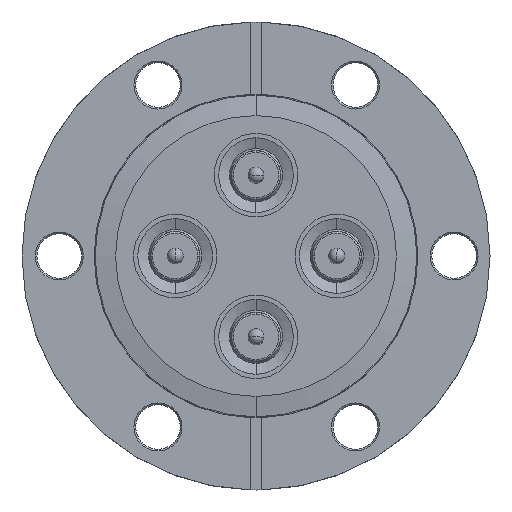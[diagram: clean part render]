
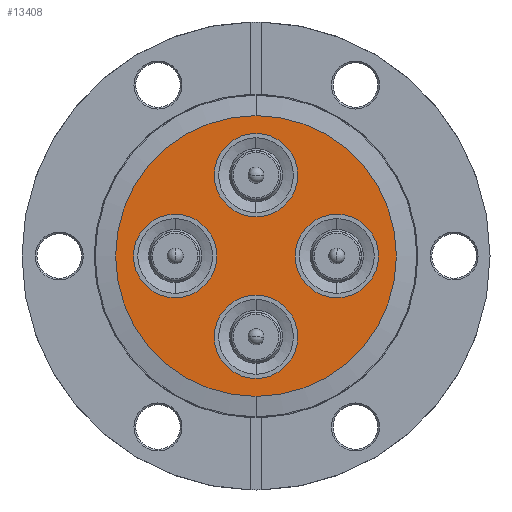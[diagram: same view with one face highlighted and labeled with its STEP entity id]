
A CAD part, front view. The second image highlights one B-rep face of the part: STEP entity #13408.
In plain terms, the highlighted planar face has unit normal (0, -1, 0).
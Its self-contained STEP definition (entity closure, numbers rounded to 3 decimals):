
#327 = DIRECTION ( 'NONE',  ( 0., -1., 0. ) ) ;
#406 = DIRECTION ( 'NONE',  ( 0., 0., -1. ) ) ;
#665 = CARTESIAN_POINT ( 'NONE',  ( 0., -11.532, 0. ) ) ;
#704 = DIRECTION ( 'NONE',  ( 0., 0., -1. ) ) ;
#776 = CIRCLE ( 'NONE', #8165, 6.223 ) ;
#813 = EDGE_LOOP ( 'NONE', ( #3715, #7001 ) ) ;
#887 = FACE_BOUND ( 'NONE', #8138, .T. ) ;
#942 = CIRCLE ( 'NONE', #2615, 6.223 ) ;
#1170 = CARTESIAN_POINT ( 'NONE',  ( -12.065, -11.532, -6.223 ) ) ;
#1253 = EDGE_CURVE ( 'NONE', #7437, #8739, #8978, .T. ) ;
#1382 = CIRCLE ( 'NONE', #7803, 6.223 ) ;
#1430 = VERTEX_POINT ( 'NONE', #6742 ) ;
#1615 = CARTESIAN_POINT ( 'NONE',  ( 0., -11.532, 0. ) ) ;
#1682 = CARTESIAN_POINT ( 'NONE',  ( 12.065, -11.532, -6.223 ) ) ;
#1788 = FACE_BOUND ( 'NONE', #813, .T. ) ;
#1869 = FACE_BOUND ( 'NONE', #9443, .T. ) ;
#2366 = EDGE_LOOP ( 'NONE', ( #10246, #8035 ) ) ;
#2423 = CARTESIAN_POINT ( 'NONE',  ( 12.065, -11.532, 0. ) ) ;
#2475 = CARTESIAN_POINT ( 'NONE',  ( 0., -11.532, 18.288 ) ) ;
#2615 = AXIS2_PLACEMENT_3D ( 'NONE', #8285, #10646, #5065 ) ;
#2874 = DIRECTION ( 'NONE',  ( 0., 1., 0. ) ) ;
#2890 = DIRECTION ( 'NONE',  ( 0., 0., -1. ) ) ;
#2956 = EDGE_CURVE ( 'NONE', #5846, #6678, #6085, .T. ) ;
#3060 = CIRCLE ( 'NONE', #6157, 6.223 ) ;
#3305 = CARTESIAN_POINT ( 'NONE',  ( 0., -11.532, -18.288 ) ) ;
#3715 = ORIENTED_EDGE ( 'NONE', *, *, #1253, .T. ) ;
#3807 = DIRECTION ( 'NONE',  ( 0., 0., -1. ) ) ;
#3825 = DIRECTION ( 'NONE',  ( 0., 1., 0. ) ) ;
#4441 = CIRCLE ( 'NONE', #12944, 6.223 ) ;
#4602 = ORIENTED_EDGE ( 'NONE', *, *, #8733, .T. ) ;
#4938 = CARTESIAN_POINT ( 'NONE',  ( 0., -11.532, -5.842 ) ) ;
#5035 = CARTESIAN_POINT ( 'NONE',  ( 0., -11.532, 20.955 ) ) ;
#5065 = DIRECTION ( 'NONE',  ( 0., 0., -1. ) ) ;
#5443 = CARTESIAN_POINT ( 'NONE',  ( 0., -11.532, 0. ) ) ;
#5543 = CARTESIAN_POINT ( 'NONE',  ( 0., -11.532, 12.065 ) ) ;
#5846 = VERTEX_POINT ( 'NONE', #5035 ) ;
#6085 = CIRCLE ( 'NONE', #14371, 20.955 ) ;
#6157 = AXIS2_PLACEMENT_3D ( 'NONE', #13986, #3825, #11756 ) ;
#6381 = DIRECTION ( 'NONE',  ( 0., 1., 0. ) ) ;
#6672 = DIRECTION ( 'NONE',  ( 0., 0., -1. ) ) ;
#6678 = VERTEX_POINT ( 'NONE', #10493 ) ;
#6742 = CARTESIAN_POINT ( 'NONE',  ( -12.065, -11.532, 6.223 ) ) ;
#6822 = EDGE_CURVE ( 'NONE', #11862, #11939, #1382, .T. ) ;
#7001 = ORIENTED_EDGE ( 'NONE', *, *, #14521, .T. ) ;
#7022 = DIRECTION ( 'NONE',  ( 0., 1., 0. ) ) ;
#7076 = AXIS2_PLACEMENT_3D ( 'NONE', #2423, #6381, #704 ) ;
#7206 = DIRECTION ( 'NONE',  ( 0., 1., 0. ) ) ;
#7304 = DIRECTION ( 'NONE',  ( 0., -1., 0. ) ) ;
#7437 = VERTEX_POINT ( 'NONE', #1682 ) ;
#7803 = AXIS2_PLACEMENT_3D ( 'NONE', #13796, #7206, #7900 ) ;
#7900 = DIRECTION ( 'NONE',  ( 0., 0., -1. ) ) ;
#8009 = CIRCLE ( 'NONE', #8959, 6.223 ) ;
#8035 = ORIENTED_EDGE ( 'NONE', *, *, #2956, .T. ) ;
#8138 = EDGE_LOOP ( 'NONE', ( #14668, #12487 ) ) ;
#8165 = AXIS2_PLACEMENT_3D ( 'NONE', #14316, #14475, #2890 ) ;
#8183 = EDGE_CURVE ( 'NONE', #6678, #5846, #8768, .T. ) ;
#8285 = CARTESIAN_POINT ( 'NONE',  ( 12.065, -11.532, 0. ) ) ;
#8733 = EDGE_CURVE ( 'NONE', #11692, #9745, #13019, .T. ) ;
#8739 = VERTEX_POINT ( 'NONE', #14589 ) ;
#8768 = CIRCLE ( 'NONE', #9707, 20.955 ) ;
#8861 = FACE_OUTER_BOUND ( 'NONE', #2366, .T. ) ;
#8959 = AXIS2_PLACEMENT_3D ( 'NONE', #12440, #7022, #11536 ) ;
#8978 = CIRCLE ( 'NONE', #7076, 6.223 ) ;
#9140 = CARTESIAN_POINT ( 'NONE',  ( 0., -11.532, 5.842 ) ) ;
#9443 = EDGE_LOOP ( 'NONE', ( #10091, #4602 ) ) ;
#9707 = AXIS2_PLACEMENT_3D ( 'NONE', #665, #7304, #3807 ) ;
#9716 = DIRECTION ( 'NONE',  ( 0., 0., -1. ) ) ;
#9722 = AXIS2_PLACEMENT_3D ( 'NONE', #5543, #12216, #6672 ) ;
#9745 = VERTEX_POINT ( 'NONE', #9140 ) ;
#10091 = ORIENTED_EDGE ( 'NONE', *, *, #12452, .T. ) ;
#10157 = VERTEX_POINT ( 'NONE', #1170 ) ;
#10198 = ORIENTED_EDGE ( 'NONE', *, *, #11883, .T. ) ;
#10246 = ORIENTED_EDGE ( 'NONE', *, *, #8183, .T. ) ;
#10493 = CARTESIAN_POINT ( 'NONE',  ( 0., -11.532, -20.955 ) ) ;
#10644 = EDGE_CURVE ( 'NONE', #1430, #10157, #8009, .T. ) ;
#10646 = DIRECTION ( 'NONE',  ( 0., 1., 0. ) ) ;
#10999 = FACE_BOUND ( 'NONE', #11337, .T. ) ;
#11337 = EDGE_LOOP ( 'NONE', ( #10198, #12030 ) ) ;
#11536 = DIRECTION ( 'NONE',  ( 0., 0., -1. ) ) ;
#11692 = VERTEX_POINT ( 'NONE', #2475 ) ;
#11756 = DIRECTION ( 'NONE',  ( 0., 0., -1. ) ) ;
#11862 = VERTEX_POINT ( 'NONE', #4938 ) ;
#11883 = EDGE_CURVE ( 'NONE', #11939, #11862, #3060, .T. ) ;
#11939 = VERTEX_POINT ( 'NONE', #3305 ) ;
#12030 = ORIENTED_EDGE ( 'NONE', *, *, #6822, .T. ) ;
#12187 = PLANE ( 'NONE',  #13108 ) ;
#12216 = DIRECTION ( 'NONE',  ( 0., 1., 0. ) ) ;
#12440 = CARTESIAN_POINT ( 'NONE',  ( -12.065, -11.532, 0. ) ) ;
#12452 = EDGE_CURVE ( 'NONE', #9745, #11692, #4441, .T. ) ;
#12487 = ORIENTED_EDGE ( 'NONE', *, *, #10644, .T. ) ;
#12944 = AXIS2_PLACEMENT_3D ( 'NONE', #13266, #2874, #9716 ) ;
#13019 = CIRCLE ( 'NONE', #9722, 6.223 ) ;
#13108 = AXIS2_PLACEMENT_3D ( 'NONE', #5443, #13365, #14558 ) ;
#13266 = CARTESIAN_POINT ( 'NONE',  ( 0., -11.532, 12.065 ) ) ;
#13365 = DIRECTION ( 'NONE',  ( 0., -1., 0. ) ) ;
#13408 = ADVANCED_FACE ( 'NONE', ( #8861, #1869, #887, #10999, #1788 ), #12187, .T. ) ;
#13796 = CARTESIAN_POINT ( 'NONE',  ( 0., -11.532, -12.065 ) ) ;
#13799 = EDGE_CURVE ( 'NONE', #10157, #1430, #776, .T. ) ;
#13986 = CARTESIAN_POINT ( 'NONE',  ( 0., -11.532, -12.065 ) ) ;
#14316 = CARTESIAN_POINT ( 'NONE',  ( -12.065, -11.532, 0. ) ) ;
#14371 = AXIS2_PLACEMENT_3D ( 'NONE', #1615, #327, #406 ) ;
#14475 = DIRECTION ( 'NONE',  ( 0., 1., 0. ) ) ;
#14521 = EDGE_CURVE ( 'NONE', #8739, #7437, #942, .T. ) ;
#14558 = DIRECTION ( 'NONE',  ( 0., 0., -1. ) ) ;
#14589 = CARTESIAN_POINT ( 'NONE',  ( 12.065, -11.532, 6.223 ) ) ;
#14668 = ORIENTED_EDGE ( 'NONE', *, *, #13799, .T. ) ;
